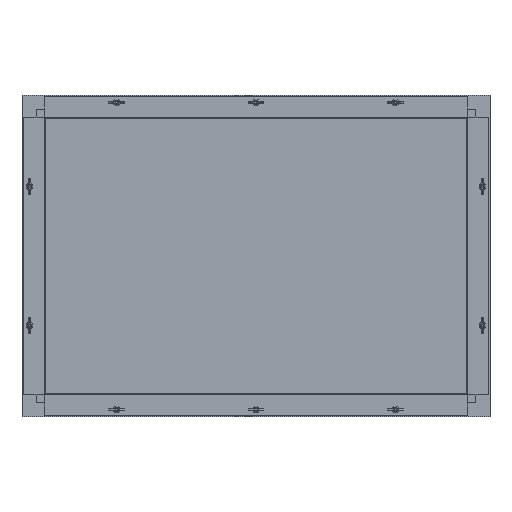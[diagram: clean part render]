
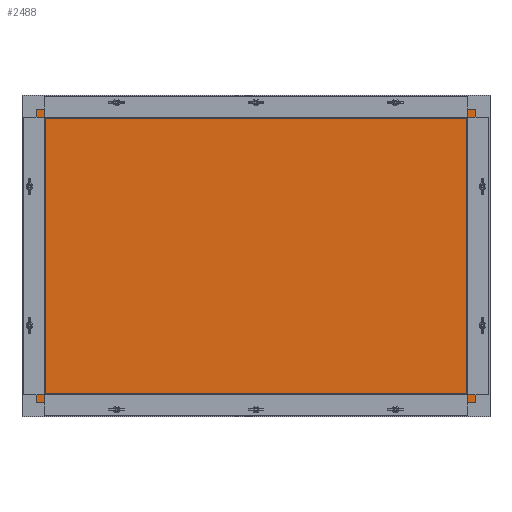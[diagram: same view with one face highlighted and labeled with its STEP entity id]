
A CAD part, top view. The second image highlights one B-rep face of the part: STEP entity #2488.
In plain terms, the highlighted planar face has unit normal (0, 0, 1).
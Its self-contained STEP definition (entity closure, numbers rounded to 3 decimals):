
#195=PLANE('',#2739);
#342=FACE_OUTER_BOUND('',#510,.T.);
#510=EDGE_LOOP('',(#2303,#2304,#2305,#2306));
#843=LINE('',#5552,#1033);
#846=LINE('',#5558,#1036);
#849=LINE('',#5564,#1039);
#852=LINE('',#5568,#1042);
#1033=VECTOR('',#3390,10.);
#1036=VECTOR('',#3395,10.);
#1039=VECTOR('',#3400,10.);
#1042=VECTOR('',#3405,10.);
#1258=VERTEX_POINT('',#5549);
#1259=VERTEX_POINT('',#5551);
#1261=VERTEX_POINT('',#5557);
#1263=VERTEX_POINT('',#5563);
#1603=EDGE_CURVE('',#1259,#1258,#843,.T.);
#1606=EDGE_CURVE('',#1261,#1259,#846,.T.);
#1609=EDGE_CURVE('',#1263,#1261,#849,.T.);
#1612=EDGE_CURVE('',#1258,#1263,#852,.T.);
#2303=ORIENTED_EDGE('',*,*,#1612,.T.);
#2304=ORIENTED_EDGE('',*,*,#1609,.T.);
#2305=ORIENTED_EDGE('',*,*,#1606,.T.);
#2306=ORIENTED_EDGE('',*,*,#1603,.T.);
#2488=ADVANCED_FACE('',(#342),#195,.T.);
#2739=AXIS2_PLACEMENT_3D('',#5569,#3406,#3407);
#3390=DIRECTION('',(1.,0.,0.));
#3395=DIRECTION('',(0.,-1.,0.));
#3400=DIRECTION('',(-1.,0.,0.));
#3405=DIRECTION('',(0.,1.,0.));
#3406=DIRECTION('center_axis',(0.,0.,1.));
#3407=DIRECTION('ref_axis',(1.,0.,0.));
#5549=CARTESIAN_POINT('',(300.,-200.,3.));
#5551=CARTESIAN_POINT('',(-300.,-200.,3.));
#5552=CARTESIAN_POINT('',(-300.,-200.,3.));
#5557=CARTESIAN_POINT('',(-300.,200.,3.));
#5558=CARTESIAN_POINT('',(-300.,200.,3.));
#5563=CARTESIAN_POINT('',(300.,200.,3.));
#5564=CARTESIAN_POINT('',(300.,200.,3.));
#5568=CARTESIAN_POINT('',(300.,-200.,3.));
#5569=CARTESIAN_POINT('Origin',(0.,0.,3.));
